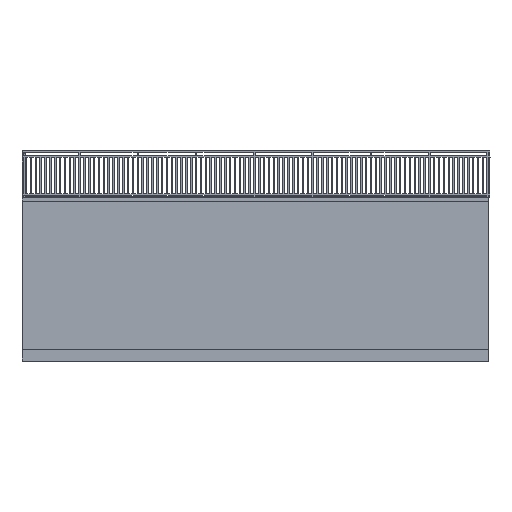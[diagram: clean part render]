
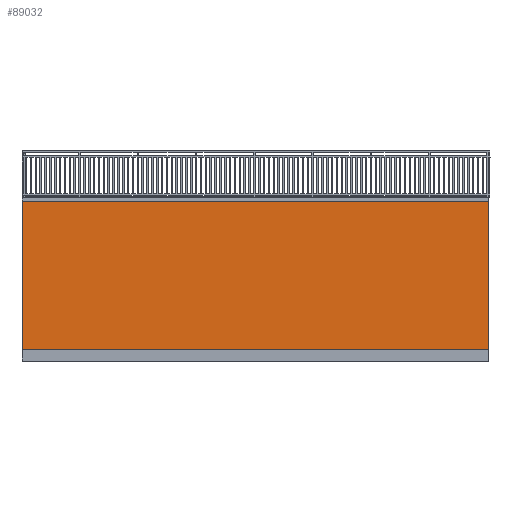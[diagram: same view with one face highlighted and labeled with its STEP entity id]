
A CAD part, left-side view. The second image highlights one B-rep face of the part: STEP entity #89032.
In plain terms, the highlighted planar face has unit normal (-1, 0, 0).
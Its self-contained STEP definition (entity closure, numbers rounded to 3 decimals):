
#5687=PLANE('',#94091);
#10234=FACE_OUTER_BOUND('',#14946,.T.);
#14946=EDGE_LOOP('',(#61359,#61360,#61361,#61362));
#20291=LINE('',#126122,#29279);
#20293=LINE('',#126128,#29281);
#20296=LINE('',#126134,#29284);
#20298=LINE('',#126143,#29286);
#29279=VECTOR('',#101788,0.039);
#29281=VECTOR('',#101792,0.039);
#29284=VECTOR('',#101799,0.039);
#29286=VECTOR('',#101803,0.039);
#38326=VERTEX_POINT('',#126116);
#38328=VERTEX_POINT('',#126120);
#38330=VERTEX_POINT('',#126125);
#38331=VERTEX_POINT('',#126127);
#47528=EDGE_CURVE('',#38326,#38328,#20291,.T.);
#47530=EDGE_CURVE('',#38330,#38331,#20293,.T.);
#47534=EDGE_CURVE('',#38328,#38331,#20296,.T.);
#47536=EDGE_CURVE('',#38330,#38326,#20298,.T.);
#61359=ORIENTED_EDGE('',*,*,#47534,.T.);
#61360=ORIENTED_EDGE('',*,*,#47530,.F.);
#61361=ORIENTED_EDGE('',*,*,#47536,.T.);
#61362=ORIENTED_EDGE('',*,*,#47528,.T.);
#89032=ADVANCED_FACE('',(#10234),#5687,.F.);
#94091=AXIS2_PLACEMENT_3D('',#126144,#101804,#101805);
#101788=DIRECTION('',(0.,0.,-1.));
#101792=DIRECTION('',(0.,0.,-1.));
#101799=DIRECTION('',(0.,-1.,0.));
#101803=DIRECTION('',(0.,1.,0.));
#101804=DIRECTION('center_axis',(1.,0.,0.));
#101805=DIRECTION('ref_axis',(0.,1.,0.));
#126116=CARTESIAN_POINT('',(0.,472.441,161.811));
#126120=CARTESIAN_POINT('',(0.,472.441,11.811));
#126122=CARTESIAN_POINT('',(0.,472.441,84.843));
#126125=CARTESIAN_POINT('',(0.,0.,161.811));
#126127=CARTESIAN_POINT('',(0.,0.,11.811));
#126128=CARTESIAN_POINT('',(0.,0.,82.874));
#126134=CARTESIAN_POINT('',(0.,236.22,11.811));
#126143=CARTESIAN_POINT('',(0.,177.165,161.811));
#126144=CARTESIAN_POINT('Origin',(0.,236.22,
82.874));
